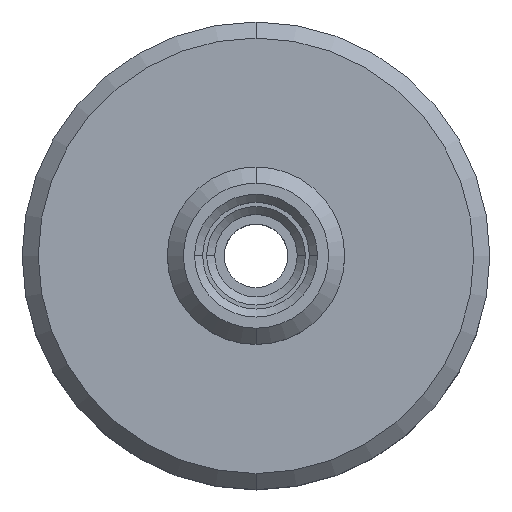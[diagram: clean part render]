
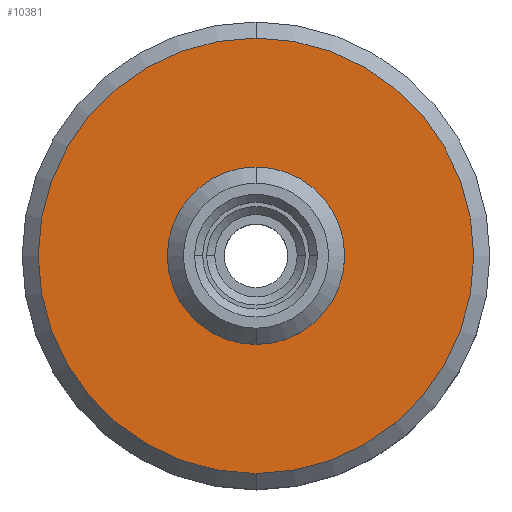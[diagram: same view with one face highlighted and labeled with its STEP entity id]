
A CAD part, top view. The second image highlights one B-rep face of the part: STEP entity #10381.
In plain terms, the highlighted planar face has unit normal (0, 0, 1).
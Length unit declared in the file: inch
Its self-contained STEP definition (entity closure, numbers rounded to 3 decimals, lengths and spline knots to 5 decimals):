
#113 = CARTESIAN_POINT ( 'NONE',  ( 0., 0., 0.125 ) ) ;
#276 = DIRECTION ( 'NONE',  ( 0., -1., 0. ) ) ;
#1045 = EDGE_LOOP ( 'NONE', ( #10936, #6244 ) ) ;
#1182 = DIRECTION ( 'NONE',  ( 0., -1., 0. ) ) ;
#1257 = EDGE_CURVE ( 'NONE', #12598, #5292, #2422, .T. ) ;
#1607 = CARTESIAN_POINT ( 'NONE',  ( 0., 0.27, 0.125 ) ) ;
#2283 = DIRECTION ( 'NONE',  ( 0., 0., 1. ) ) ;
#2311 = FACE_BOUND ( 'NONE', #7443, .T. ) ;
#2422 = CIRCLE ( 'NONE', #3625, 0.27 ) ;
#2587 = AXIS2_PLACEMENT_3D ( 'NONE', #1607, #4818, #12316 ) ;
#2799 = CARTESIAN_POINT ( 'NONE',  ( 0., -0.11, 0.125 ) ) ;
#2962 = VERTEX_POINT ( 'NONE', #2799 ) ;
#3625 = AXIS2_PLACEMENT_3D ( 'NONE', #11042, #4614, #12105 ) ;
#4027 = AXIS2_PLACEMENT_3D ( 'NONE', #13077, #6661, #276 ) ;
#4145 = CIRCLE ( 'NONE', #4027, 0.27 ) ;
#4285 = EDGE_CURVE ( 'NONE', #2962, #4377, #5395, .T. ) ;
#4377 = VERTEX_POINT ( 'NONE', #11047 ) ;
#4423 = CIRCLE ( 'NONE', #5295, 0.11 ) ;
#4614 = DIRECTION ( 'NONE',  ( 0., 0., 1. ) ) ;
#4818 = DIRECTION ( 'NONE',  ( 0., 0., -1. ) ) ;
#4980 = ORIENTED_EDGE ( 'NONE', *, *, #4285, .F. ) ;
#5170 = AXIS2_PLACEMENT_3D ( 'NONE', #8692, #2283, #9756 ) ;
#5292 = VERTEX_POINT ( 'NONE', #9528 ) ;
#5295 = AXIS2_PLACEMENT_3D ( 'NONE', #113, #7557, #1182 ) ;
#5395 = CIRCLE ( 'NONE', #5170, 0.11 ) ;
#6244 = ORIENTED_EDGE ( 'NONE', *, *, #1257, .T. ) ;
#6661 = DIRECTION ( 'NONE',  ( 0., 0., 1. ) ) ;
#7443 = EDGE_LOOP ( 'NONE', ( #4980, #8067 ) ) ;
#7557 = DIRECTION ( 'NONE',  ( 0., 0., 1. ) ) ;
#8067 = ORIENTED_EDGE ( 'NONE', *, *, #13892, .F. ) ;
#8692 = CARTESIAN_POINT ( 'NONE',  ( 0., 0., 0.125 ) ) ;
#9528 = CARTESIAN_POINT ( 'NONE',  ( 0., 0.27, 0.125 ) ) ;
#9756 = DIRECTION ( 'NONE',  ( 0., -1., 0. ) ) ;
#10381 = ADVANCED_FACE ( 'NONE', ( #2311, #13373 ), #12264, .F. ) ;
#10548 = EDGE_CURVE ( 'NONE', #5292, #12598, #4145, .T. ) ;
#10936 = ORIENTED_EDGE ( 'NONE', *, *, #10548, .T. ) ;
#11042 = CARTESIAN_POINT ( 'NONE',  ( 0., 0., 0.125 ) ) ;
#11047 = CARTESIAN_POINT ( 'NONE',  ( 0., 0.11, 0.125 ) ) ;
#11158 = CARTESIAN_POINT ( 'NONE',  ( 0., -0.27, 0.125 ) ) ;
#12105 = DIRECTION ( 'NONE',  ( 0., -1., 0. ) ) ;
#12264 = PLANE ( 'NONE',  #2587 ) ;
#12316 = DIRECTION ( 'NONE',  ( 0., 1., 0. ) ) ;
#12598 = VERTEX_POINT ( 'NONE', #11158 ) ;
#13077 = CARTESIAN_POINT ( 'NONE',  ( 0., 0., 0.125 ) ) ;
#13373 = FACE_OUTER_BOUND ( 'NONE', #1045, .T. ) ;
#13892 = EDGE_CURVE ( 'NONE', #4377, #2962, #4423, .T. ) ;
